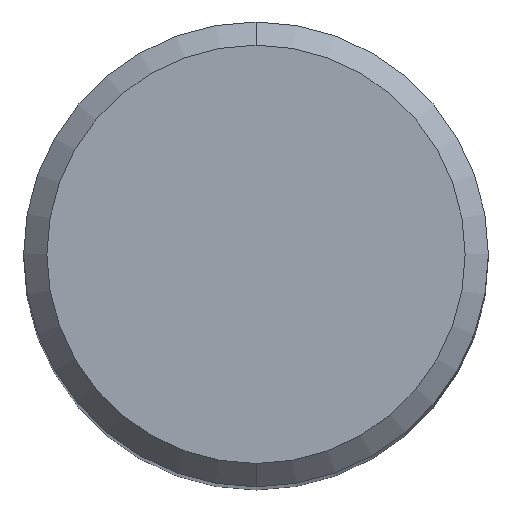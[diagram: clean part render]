
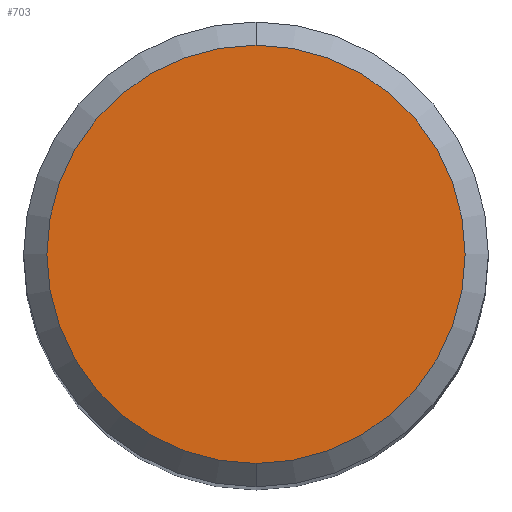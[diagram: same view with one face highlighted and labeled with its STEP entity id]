
A CAD part, top view. The second image highlights one B-rep face of the part: STEP entity #703.
In plain terms, the highlighted planar face has unit normal (0, 0, 1).
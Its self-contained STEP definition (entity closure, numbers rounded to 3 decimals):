
#539=EDGE_CURVE('',#893,#663,#1193,.T.);
#663=VERTEX_POINT('',#1324);
#703=ADVANCED_FACE('',(#1366),#1367,.T.);
#837=EDGE_CURVE('',#663,#893,#1517,.T.);
#893=VERTEX_POINT('',#1580);
#1193=CIRCLE('',#2586,4.5);
#1324=CARTESIAN_POINT('',(0.,-4.5,0.0));
#1366=FACE_OUTER_BOUND('',#4095,.T.);
#1367=PLANE('',#4096);
#1517=CIRCLE('',#5523,4.5);
#1580=CARTESIAN_POINT('',(0.0,4.5,0.0));
#2586=AXIS2_PLACEMENT_3D('',#7840,#7841,#7842);
#4095=EDGE_LOOP('',(#7966,#7967));
#4096=AXIS2_PLACEMENT_3D('',#7968,#7969,#7970);
#5523=AXIS2_PLACEMENT_3D('',#8136,#8137,#8138);
#7840=CARTESIAN_POINT('',(0.0,0.0,0.0));
#7841=DIRECTION('',(0.0,0.0,-1.0));
#7842=DIRECTION('',(0.0,1.0,0.0));
#7966=ORIENTED_EDGE('',*,*,#539,.F.);
#7967=ORIENTED_EDGE('',*,*,#837,.F.);
#7968=CARTESIAN_POINT('',(0.0,2.25,0.0));
#7969=DIRECTION('',(-0.0,0.0,1.0));
#7970=DIRECTION('',(0.0,-1.0,0.0));
#8136=CARTESIAN_POINT('',(0.0,0.0,0.0));
#8137=DIRECTION('',(0.0,0.0,-1.0));
#8138=DIRECTION('',(0.0,1.0,0.0));
